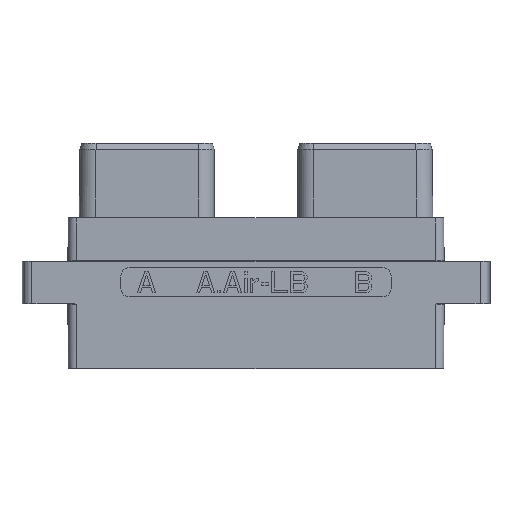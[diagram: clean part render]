
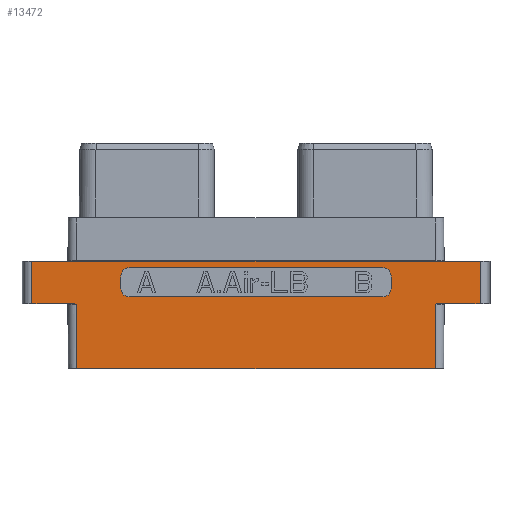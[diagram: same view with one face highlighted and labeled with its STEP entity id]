
A CAD part, top view. The second image highlights one B-rep face of the part: STEP entity #13472.
In plain terms, the highlighted planar face has unit normal (0, 0, 1).
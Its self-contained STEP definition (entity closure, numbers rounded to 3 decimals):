
#22=DIRECTION('',(-1.,0.,0.));
#23=VECTOR('',#22,53.065);
#24=CARTESIAN_POINT('',(26.532,-5.135,7.965));
#25=LINE('',#24,#23);
#294=DIRECTION('',(0.,1.,0.));
#295=VECTOR('',#294,4.99);
#296=CARTESIAN_POINT('',(26.532,-10.125,7.965));
#297=LINE('',#296,#295);
#312=CARTESIAN_POINT('',(-15.,-6.86,7.965));
#313=DIRECTION('',(0.,0.,1.));
#314=DIRECTION('',(0.,1.,0.));
#315=AXIS2_PLACEMENT_3D('',#312,#313,#314);
#317=DIRECTION('',(0.,-1.,0.));
#318=VECTOR('',#317,1.5);
#319=CARTESIAN_POINT('',(-15.985,-6.86,7.965));
#320=LINE('',#319,#318);
#321=CARTESIAN_POINT('',(-15.,-8.36,7.965));
#322=DIRECTION('',(0.,0.,1.));
#323=DIRECTION('',(-1.,0.,0.));
#324=AXIS2_PLACEMENT_3D('',#321,#322,#323);
#326=DIRECTION('',(1.,0.,0.));
#327=VECTOR('',#326,30.);
#328=CARTESIAN_POINT('',(-15.,-9.345,7.965));
#329=LINE('',#328,#327);
#330=CARTESIAN_POINT('',(15.,-8.36,7.965));
#331=DIRECTION('',(0.,0.,1.));
#332=DIRECTION('',(0.,-1.,0.));
#333=AXIS2_PLACEMENT_3D('',#330,#331,#332);
#335=DIRECTION('',(0.,1.,0.));
#336=VECTOR('',#335,1.5);
#337=CARTESIAN_POINT('',(15.985,-8.36,7.965));
#338=LINE('',#337,#336);
#339=CARTESIAN_POINT('',(15.,-6.86,7.965));
#340=DIRECTION('',(0.,0.,1.));
#341=DIRECTION('',(1.,0.,0.));
#342=AXIS2_PLACEMENT_3D('',#339,#340,#341);
#344=DIRECTION('',(-1.,0.,0.));
#345=VECTOR('',#344,30.);
#346=CARTESIAN_POINT('',(15.,-5.875,7.965));
#347=LINE('',#346,#345);
#392=CARTESIAN_POINT('',(-21.259,-10.21,7.965));
#394=DIRECTION('',(0.006,-1.,0.));
#395=VECTOR('',#394,7.615);
#396=CARTESIAN_POINT('',(-21.259,-10.21,7.965));
#397=LINE('',#396,#395);
#398=CARTESIAN_POINT('',(-21.21,-17.825,7.965));
#435=CARTESIAN_POINT('',(-21.683,-10.125,7.965));
#436=CARTESIAN_POINT('',(-21.676,-10.125,7.965));
#437=CARTESIAN_POINT('',(-21.66,-10.125,7.965));
#438=CARTESIAN_POINT('',(-21.633,-10.127,7.965));
#439=CARTESIAN_POINT('',(-21.604,-10.13,7.965));
#440=CARTESIAN_POINT('',(-21.57,-10.134,7.965));
#441=CARTESIAN_POINT('',(-21.533,-10.14,7.965));
#442=CARTESIAN_POINT('',(-21.49,-10.149,7.965));
#443=CARTESIAN_POINT('',(-21.442,-10.16,7.965));
#444=CARTESIAN_POINT('',(-21.387,-10.174,7.965));
#445=CARTESIAN_POINT('',(-21.327,-10.19,7.965));
#446=CARTESIAN_POINT('',(-21.283,-10.203,7.965));
#447=CARTESIAN_POINT('',(-21.259,-10.21,7.965));
#483=CARTESIAN_POINT('',(-21.683,-10.125,7.965));
#563=DIRECTION('',(1.,0.,0.));
#564=VECTOR('',#563,4.849);
#565=CARTESIAN_POINT('',(-26.532,-10.125,7.965));
#566=LINE('',#565,#564);
#682=DIRECTION('',(1.,0.,0.));
#683=VECTOR('',#682,42.42);
#684=CARTESIAN_POINT('',(-21.21,-17.825,7.965));
#685=LINE('',#684,#683);
#709=CARTESIAN_POINT('',(21.259,-10.21,7.965));
#785=CARTESIAN_POINT('',(21.21,-17.825,7.965));
#787=DIRECTION('',(0.006,1.,0.));
#788=VECTOR('',#787,7.615);
#789=CARTESIAN_POINT('',(21.21,-17.825,7.965));
#790=LINE('',#789,#788);
#791=CARTESIAN_POINT('',(21.259,-10.21,7.965));
#792=CARTESIAN_POINT('',(21.283,-10.203,7.965));
#793=CARTESIAN_POINT('',(21.327,-10.19,7.965));
#794=CARTESIAN_POINT('',(21.387,-10.174,7.965));
#795=CARTESIAN_POINT('',(21.441,-10.16,7.965));
#796=CARTESIAN_POINT('',(21.49,-10.149,7.965));
#797=CARTESIAN_POINT('',(21.533,-10.14,7.965));
#798=CARTESIAN_POINT('',(21.57,-10.134,7.965));
#799=CARTESIAN_POINT('',(21.604,-10.13,7.965));
#800=CARTESIAN_POINT('',(21.633,-10.127,7.965));
#801=CARTESIAN_POINT('',(21.66,-10.125,7.965));
#802=CARTESIAN_POINT('',(21.676,-10.125,7.965));
#803=CARTESIAN_POINT('',(21.683,-10.125,7.965));
#805=CARTESIAN_POINT('',(21.683,-10.125,7.965));
#841=DIRECTION('',(1.,0.,0.));
#842=VECTOR('',#841,4.849);
#843=CARTESIAN_POINT('',(21.683,-10.125,7.965));
#844=LINE('',#843,#842);
#1355=DIRECTION('',(0.,-1.,0.));
#1356=VECTOR('',#1355,4.99);
#1357=CARTESIAN_POINT('',(-26.532,-5.135,7.965));
#1358=LINE('',#1357,#1356);
#12662=VERTEX_POINT('',#785);
#12665=VERTEX_POINT('',#398);
#12669=CARTESIAN_POINT('',(26.532,-10.125,7.965));
#12670=CARTESIAN_POINT('',(26.532,-5.135,7.965));
#12671=VERTEX_POINT('',#12669);
#12672=VERTEX_POINT('',#12670);
#12685=CARTESIAN_POINT('',(-26.532,-5.135,7.965));
#12686=CARTESIAN_POINT('',(-26.532,-10.125,7.965));
#12687=VERTEX_POINT('',#12685);
#12688=VERTEX_POINT('',#12686);
#13133=CARTESIAN_POINT('',(-15.,-5.875,7.965));
#13134=CARTESIAN_POINT('',(-15.985,-6.86,7.965));
#13135=VERTEX_POINT('',#13133);
#13136=VERTEX_POINT('',#13134);
#13137=CARTESIAN_POINT('',(-15.985,-8.36,7.965));
#13138=VERTEX_POINT('',#13137);
#13139=CARTESIAN_POINT('',(-15.,-9.345,7.965));
#13140=VERTEX_POINT('',#13139);
#13141=CARTESIAN_POINT('',(15.,-9.345,7.965));
#13142=VERTEX_POINT('',#13141);
#13143=CARTESIAN_POINT('',(15.985,-8.36,7.965));
#13144=VERTEX_POINT('',#13143);
#13145=CARTESIAN_POINT('',(15.985,-6.86,7.965));
#13146=VERTEX_POINT('',#13145);
#13147=CARTESIAN_POINT('',(15.,-5.875,7.965));
#13148=VERTEX_POINT('',#13147);
#13173=VERTEX_POINT('',#805);
#13175=VERTEX_POINT('',#709);
#13193=VERTEX_POINT('',#392);
#13195=VERTEX_POINT('',#483);
#13429=CARTESIAN_POINT('',(-27.69,-5.15,7.965));
#13430=DIRECTION('',(0.,0.,1.));
#13431=DIRECTION('',(1.,0.,0.));
#13432=AXIS2_PLACEMENT_3D('',#13429,#13430,#13431);
#13433=PLANE('',#13432);
#13435=ORIENTED_EDGE('',*,*,#13434,.F.);
#13437=ORIENTED_EDGE('',*,*,#13436,.F.);
#13439=ORIENTED_EDGE('',*,*,#13438,.F.);
#13441=ORIENTED_EDGE('',*,*,#13440,.F.);
#13442=ORIENTED_EDGE('',*,*,#13348,.F.);
#13443=ORIENTED_EDGE('',*,*,#13419,.F.);
#13445=ORIENTED_EDGE('',*,*,#13444,.F.);
#13447=ORIENTED_EDGE('',*,*,#13446,.F.);
#13449=ORIENTED_EDGE('',*,*,#13448,.F.);
#13451=ORIENTED_EDGE('',*,*,#13450,.F.);
#13452=EDGE_LOOP('',(#13435,#13437,#13439,#13441,#13442,#13443,#13445,#13447,
#13449,#13451));
#13453=FACE_OUTER_BOUND('',#13452,.F.);
#13455=ORIENTED_EDGE('',*,*,#13454,.T.);
#13457=ORIENTED_EDGE('',*,*,#13456,.T.);
#13459=ORIENTED_EDGE('',*,*,#13458,.T.);
#13461=ORIENTED_EDGE('',*,*,#13460,.T.);
#13463=ORIENTED_EDGE('',*,*,#13462,.T.);
#13465=ORIENTED_EDGE('',*,*,#13464,.T.);
#13467=ORIENTED_EDGE('',*,*,#13466,.T.);
#13469=ORIENTED_EDGE('',*,*,#13468,.T.);
#13470=EDGE_LOOP('',(#13455,#13457,#13459,#13461,#13463,#13465,#13467,#13469));
#13471=FACE_BOUND('',#13470,.F.);
#13472=ADVANCED_FACE('',(#13453,#13471),#13433,.T.);
#316=CIRCLE('',#315,0.985);
#325=CIRCLE('',#324,0.985);
#334=CIRCLE('',#333,0.985);
#343=CIRCLE('',#342,0.985);
#448=B_SPLINE_CURVE_WITH_KNOTS('',3,(#435,#436,#437,#438,#439,#440,#441,#442,
#443,#444,#445,#446,#447),.UNSPECIFIED.,.F.,.F.,(4,1,1,1,1,1,1,1,1,1,4),(0.,
0.1,0.2,0.3,0.4,0.5,0.6,0.7,0.8,0.9,1.),.UNSPECIFIED.);
#804=B_SPLINE_CURVE_WITH_KNOTS('',3,(#791,#792,#793,#794,#795,#796,#797,#798,
#799,#800,#801,#802,#803),.UNSPECIFIED.,.F.,.F.,(4,1,1,1,1,1,1,1,1,1,4),(0.,
0.1,0.2,0.3,0.4,0.5,0.6,0.7,0.8,0.9,1.),.UNSPECIFIED.);
#13348=EDGE_CURVE('',#12672,#12687,#25,.T.);
#13419=EDGE_CURVE('',#12671,#12672,#297,.T.);
#13434=EDGE_CURVE('',#13193,#12665,#397,.T.);
#13436=EDGE_CURVE('',#13195,#13193,#448,.T.);
#13438=EDGE_CURVE('',#12688,#13195,#566,.T.);
#13440=EDGE_CURVE('',#12687,#12688,#1358,.T.);
#13444=EDGE_CURVE('',#13173,#12671,#844,.T.);
#13446=EDGE_CURVE('',#13175,#13173,#804,.T.);
#13448=EDGE_CURVE('',#12662,#13175,#790,.T.);
#13450=EDGE_CURVE('',#12665,#12662,#685,.T.);
#13454=EDGE_CURVE('',#13135,#13136,#316,.T.);
#13456=EDGE_CURVE('',#13136,#13138,#320,.T.);
#13458=EDGE_CURVE('',#13138,#13140,#325,.T.);
#13460=EDGE_CURVE('',#13140,#13142,#329,.T.);
#13462=EDGE_CURVE('',#13142,#13144,#334,.T.);
#13464=EDGE_CURVE('',#13144,#13146,#338,.T.);
#13466=EDGE_CURVE('',#13146,#13148,#343,.T.);
#13468=EDGE_CURVE('',#13148,#13135,#347,.T.);
